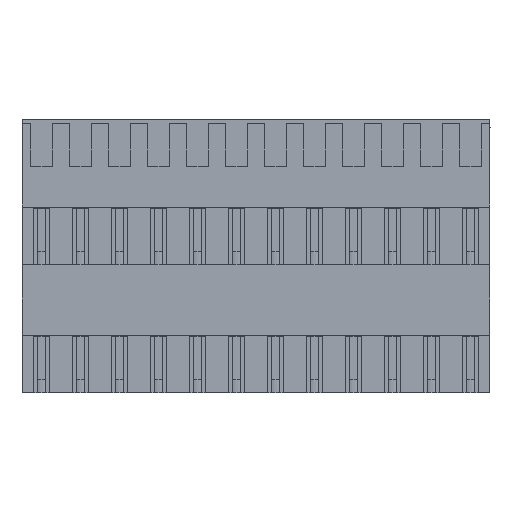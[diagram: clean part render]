
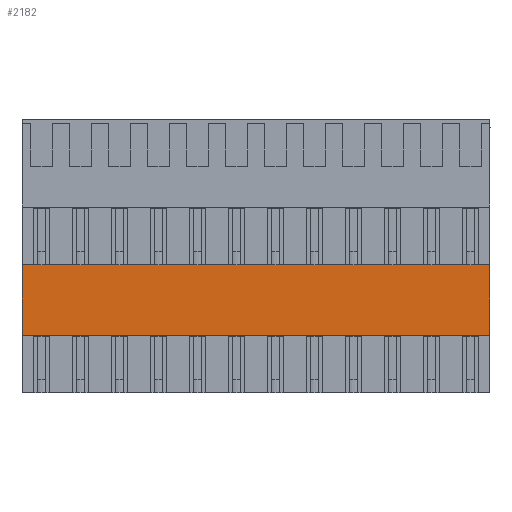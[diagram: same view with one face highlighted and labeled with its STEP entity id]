
A CAD part, top view. The second image highlights one B-rep face of the part: STEP entity #2182.
In plain terms, the highlighted planar face has unit normal (0, 0, 1).
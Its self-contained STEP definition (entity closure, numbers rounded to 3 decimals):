
#2155=AXIS2_PLACEMENT_3D('Plane Axis2P3D',#2152,#2153,#2154) ;
#2126=CARTESIAN_POINT('Line Origine',(20.5,5.15,11.7)) ;
#2130=CARTESIAN_POINT('Vertex',(-0.5,5.15,11.7)) ;
#2132=CARTESIAN_POINT('Vertex',(41.5,5.15,11.7)) ;
#2152=CARTESIAN_POINT('Axis2P3D Location',(-1.2,5.15,11.7)) ;
#2157=CARTESIAN_POINT('Line Origine',(20.5,12.05,11.7)) ;
#2161=CARTESIAN_POINT('Vertex',(-0.5,12.05,11.7)) ;
#2163=CARTESIAN_POINT('Vertex',(41.5,12.05,11.7)) ;
#2166=CARTESIAN_POINT('Line Origine',(-0.5,8.6,11.7)) ;
#2171=CARTESIAN_POINT('Line Origine',(41.5,8.6,11.7)) ;
#2127=DIRECTION('Vector Direction',(1.,0.,0.)) ;
#2153=DIRECTION('Axis2P3D Direction',(0.,0.,-1.)) ;
#2154=DIRECTION('Axis2P3D XDirection',(0.,1.,0.)) ;
#2158=DIRECTION('Vector Direction',(1.,0.,0.)) ;
#2167=DIRECTION('Vector Direction',(0.,1.,0.)) ;
#2172=DIRECTION('Vector Direction',(0.,1.,0.)) ;
#2128=VECTOR('Line Direction',#2127,1.) ;
#2159=VECTOR('Line Direction',#2158,1.) ;
#2168=VECTOR('Line Direction',#2167,1.) ;
#2173=VECTOR('Line Direction',#2172,1.) ;
#2177=ORIENTED_EDGE('',*,*,#2165,.F.) ;
#2178=ORIENTED_EDGE('',*,*,#2170,.F.) ;
#2179=ORIENTED_EDGE('',*,*,#2134,.T.) ;
#2180=ORIENTED_EDGE('',*,*,#2175,.T.) ;
#2182=ADVANCED_FACE('HOUSING',(#2181),#2156,.F.) ;
#2134=EDGE_CURVE('',#2131,#2133,#2129,.T.) ;
#2165=EDGE_CURVE('',#2162,#2164,#2160,.T.) ;
#2170=EDGE_CURVE('',#2131,#2162,#2169,.T.) ;
#2175=EDGE_CURVE('',#2133,#2164,#2174,.T.) ;
#2176=EDGE_LOOP('',(#2177,#2178,#2179,#2180)) ;
#2181=FACE_OUTER_BOUND('',#2176,.T.) ;
#2129=LINE('Line',#2126,#2128) ;
#2160=LINE('Line',#2157,#2159) ;
#2169=LINE('Line',#2166,#2168) ;
#2174=LINE('Line',#2171,#2173) ;
#2156=PLANE('',#2155) ;
#2131=VERTEX_POINT('',#2130) ;
#2133=VERTEX_POINT('',#2132) ;
#2162=VERTEX_POINT('',#2161) ;
#2164=VERTEX_POINT('',#2163) ;
